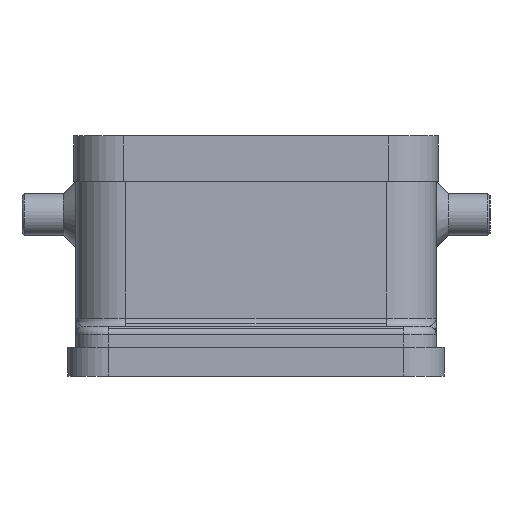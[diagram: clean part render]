
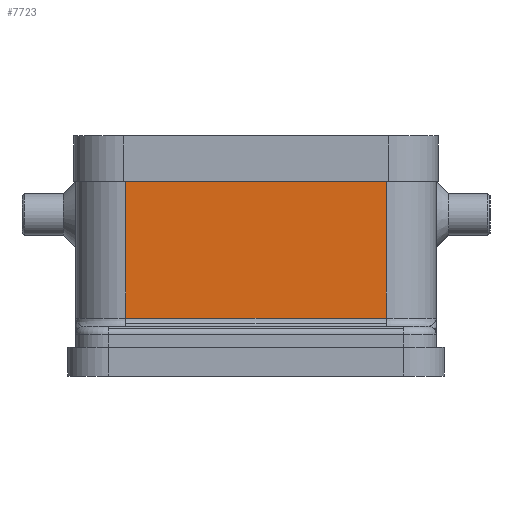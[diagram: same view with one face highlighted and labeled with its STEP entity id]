
A CAD part, left-side view. The second image highlights one B-rep face of the part: STEP entity #7723.
In plain terms, the highlighted planar face has unit normal (-1, 0, 0).
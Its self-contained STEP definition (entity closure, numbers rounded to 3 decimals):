
#437=CARTESIAN_POINT('',(-59.75,-15.75,7.));
#438=VERTEX_POINT('',#437);
#446=CARTESIAN_POINT('',(-59.75,15.75,7.));
#447=VERTEX_POINT('',#446);
#448=CARTESIAN_POINT('',(-59.75,-15.75,7.));
#449=DIRECTION('',(0.0,1.0,0.0));
#450=VECTOR('',#449,31.5);
#451=LINE('',#448,#450);
#452=EDGE_CURVE('',#438,#447,#451,.T.);
#5977=CARTESIAN_POINT('',(-59.75,15.75,23.5));
#5978=VERTEX_POINT('',#5977);
#5986=CARTESIAN_POINT('',(-59.75,-15.75,23.5));
#5987=VERTEX_POINT('',#5986);
#5988=CARTESIAN_POINT('',(-59.75,-15.75,23.5));
#5989=DIRECTION('',(0.0,1.0,0.0));
#5990=VECTOR('',#5989,31.5);
#5991=LINE('',#5988,#5990);
#5992=EDGE_CURVE('',#5987,#5978,#5991,.T.);
#7696=CARTESIAN_POINT('',(-59.75,15.75,7.));
#7697=DIRECTION('',(0.0,0.0,1.0));
#7698=VECTOR('',#7697,16.5);
#7699=LINE('',#7696,#7698);
#7700=EDGE_CURVE('',#447,#5978,#7699,.T.);
#7707=CARTESIAN_POINT('',(-59.75,-15.75,1.5));
#7708=DIRECTION('',(-1.0,0.0,0.0));
#7709=DIRECTION('',(0.0,0.0,1.0));
#7710=AXIS2_PLACEMENT_3D('',#7707,#7708,#7709);
#7711=PLANE('',#7710);
#7712=ORIENTED_EDGE('',*,*,#452,.F.);
#7713=CARTESIAN_POINT('',(-59.75,-15.75,7.));
#7714=DIRECTION('',(0.0,0.0,1.0));
#7715=VECTOR('',#7714,16.5);
#7716=LINE('',#7713,#7715);
#7717=EDGE_CURVE('',#438,#5987,#7716,.T.);
#7718=ORIENTED_EDGE('',*,*,#7717,.T.);
#7719=ORIENTED_EDGE('',*,*,#5992,.T.);
#7720=ORIENTED_EDGE('',*,*,#7700,.F.);
#7721=EDGE_LOOP('',(#7712,#7718,#7719,#7720));
#7722=FACE_OUTER_BOUND('',#7721,.T.);
#7723=ADVANCED_FACE('',(#7722),#7711,.T.);
